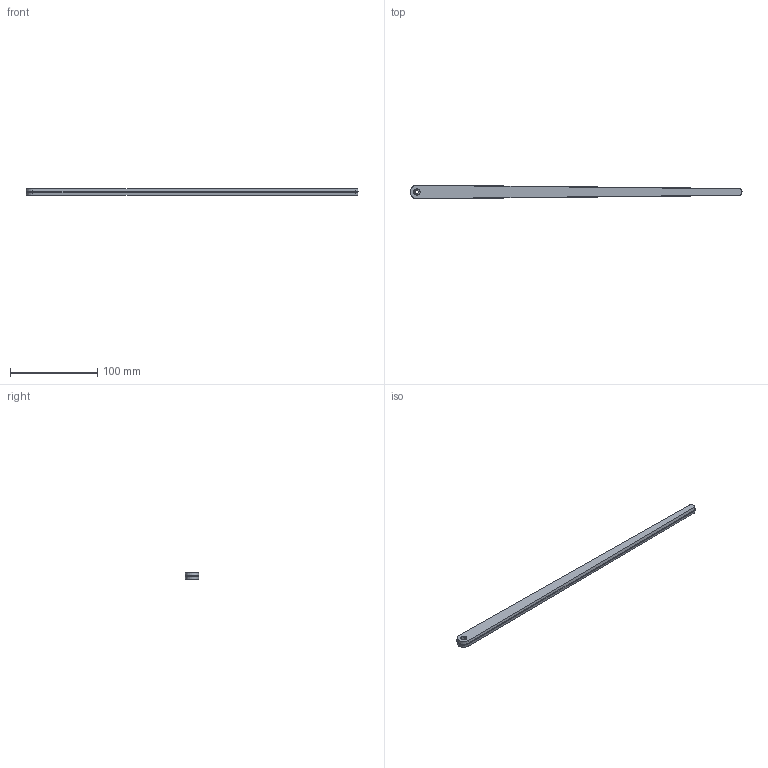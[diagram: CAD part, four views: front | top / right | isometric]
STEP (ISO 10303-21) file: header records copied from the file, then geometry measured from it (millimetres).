
FILE_DESCRIPTION(('', 'CAx-IF Rec.Pracs.---Representation and Presentation of Product Manufacturing Information (PMI)---4.0---2014-10-13'),'2;1');
FILE_NAME('vcore3-500_X_Rail_mod_wrench.STP', '2024-02-14T15:02:58',(''), (''), 'Kubotek Kosmos Version 5.3.13691.13691', 'KeyCreator Pro', '');
FILE_SCHEMA(('AP242_MANAGED_MODEL_BASED_3D_ENGINEERING_MIM_LF { 1 0 10303 442 4 1 4 }'));
Length unit declared in the file: millimetre
Bounding box: 381.58 x 15.93 x 8 mm (x, y, z)
Volume: 35203.9 mm3; surface area: 14899.8 mm2
Topology: 1 solids, 1 shells, 30 faces, 66 edges, 40 vertices
Faces by surface type: plane 16, cylinder 9, bspline 2, cone 2, torus 1
Full cylindrical faces by diameter (mm): 3.4 x1, 7.3 x1
Entity records: 1249 total; most frequent: CARTESIAN_POINT 426, DIRECTION 146, ORIENTED_EDGE 132, GENERAL_PROPERTY 95, EDGE_CURVE 66, AXIS2_PLACEMENT_3D 51, VECTOR 44, LINE 44
